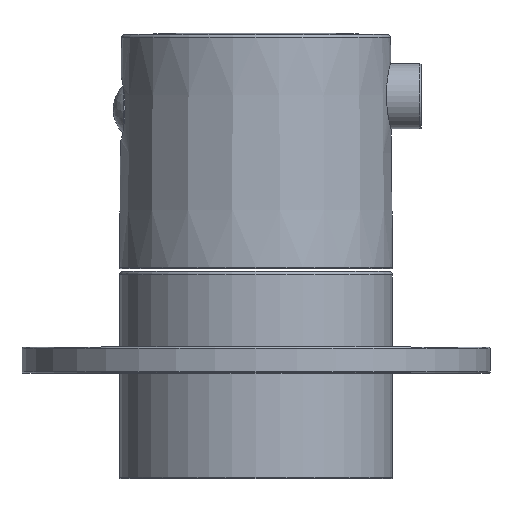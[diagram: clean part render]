
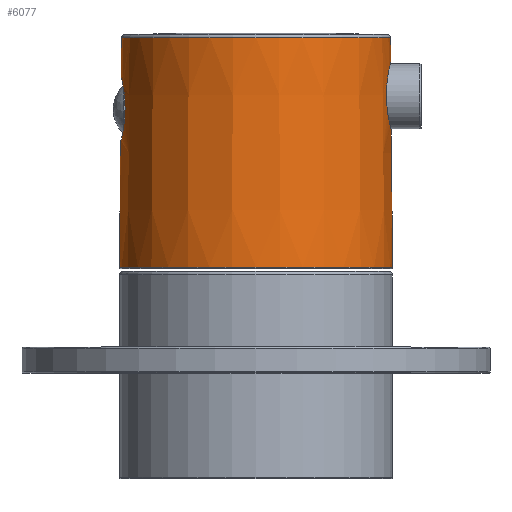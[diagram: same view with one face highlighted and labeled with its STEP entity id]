
A CAD part, top view. The second image highlights one B-rep face of the part: STEP entity #6077.
In plain terms, the highlighted conical face has half-angle 0.5 degrees and reference radius 0 mm.
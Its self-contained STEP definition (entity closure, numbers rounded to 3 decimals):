
#106=CONICAL_SURFACE('',#7797,0.,0.009);
#1162=B_SPLINE_CURVE_WITH_KNOTS('',3,(#11053,#11054,#11055,#11056,#11057,
#11058,#11059,#11060,#11061,#11062,#11063,#11064,#11065,#11066,#11067,#11068,
#11069,#11070,#11071),.UNSPECIFIED.,.T.,.F.,(1,1,1,1,1,1,1,1,1,1,1,1,1,
1,1,1,1,1,1,1,1,1,1),(-0.006,-0.004,-0.002,
0.,0.002,0.004,0.006,
0.008,0.011,0.013,0.015,
0.017,0.019,0.021,0.023,
0.025,0.027,0.03,0.032,
0.034,0.036,0.038,0.04),
 .UNSPECIFIED.);
#1163=B_SPLINE_CURVE_WITH_KNOTS('',3,(#11077,#11078,#11079,#11080,#11081,
#11082,#11083,#11084,#11085,#11086,#11087,#11088,#11089,#11090,#11091,#11092,
#11093,#11094,#11095),.UNSPECIFIED.,.T.,.F.,(1,1,1,1,1,1,1,1,1,1,1,1,1,
1,1,1,1,1,1,1,1,1,1),(0.01,0.012,0.014,
0.016,0.018,0.02,0.022,
0.024,0.026,0.028,0.03,
0.032,0.034,0.036,0.038,
0.04,0.042,0.044,0.046,
0.048,0.05,0.052,0.054),
 .UNSPECIFIED.);
#2248=ORIENTED_EDGE('',*,*,#3593,.T.);
#2249=ORIENTED_EDGE('',*,*,#3594,.T.);
#2250=ORIENTED_EDGE('',*,*,#3595,.F.);
#2251=ORIENTED_EDGE('',*,*,#3596,.F.);
#3593=EDGE_CURVE('',#4307,#4307,#1162,.T.);
#3594=EDGE_CURVE('',#4308,#4308,#4783,.T.);
#3595=EDGE_CURVE('',#4309,#4309,#4784,.F.);
#3596=EDGE_CURVE('',#4310,#4310,#1163,.F.);
#4307=VERTEX_POINT('',#11072);
#4308=VERTEX_POINT('',#11074);
#4309=VERTEX_POINT('',#11076);
#4310=VERTEX_POINT('',#11096);
#4783=CIRCLE('',#7798,20.998);
#4784=CIRCLE('',#7799,20.69);
#5069=EDGE_LOOP('',(#2248));
#5070=EDGE_LOOP('',(#2249));
#5071=EDGE_LOOP('',(#2250));
#5072=EDGE_LOOP('',(#2251));
#5572=FACE_BOUND('',#5069,.T.);
#5573=FACE_BOUND('',#5070,.T.);
#5574=FACE_BOUND('',#5071,.T.);
#5575=FACE_BOUND('',#5072,.T.);
#6077=ADVANCED_FACE('',(#5572,#5573,#5574,#5575),#106,.T.);
#7797=AXIS2_PLACEMENT_3D('',#11052,#8848,#8849);
#7798=AXIS2_PLACEMENT_3D('',#11073,#8850,#8851);
#7799=AXIS2_PLACEMENT_3D('',#11075,#8852,#8853);
#8848=DIRECTION('',(0.,-1.,0.));
#8849=DIRECTION('',(0.,0.,-1.));
#8850=DIRECTION('',(0.,1.,0.));
#8851=DIRECTION('',(0.,0.,1.));
#8852=DIRECTION('',(0.,-1.,0.));
#8853=DIRECTION('',(0.,0.,-1.));
#11052=CARTESIAN_POINT('',(0.,2406.362,0.));
#11053=CARTESIAN_POINT('',(-2.103,31.524,20.65));
#11054=CARTESIAN_POINT('',(-0.001,31.941,20.759));
#11055=CARTESIAN_POINT('',(2.106,31.523,20.65));
#11056=CARTESIAN_POINT('',(3.875,30.352,20.389));
#11057=CARTESIAN_POINT('',(5.069,28.595,20.127));
#11058=CARTESIAN_POINT('',(5.494,26.493,20.028));
#11059=CARTESIAN_POINT('',(5.064,24.397,20.166));
#11060=CARTESIAN_POINT('',(3.869,22.647,20.458));
#11061=CARTESIAN_POINT('',(2.103,21.48,20.738));
#11062=CARTESIAN_POINT('',(-0.004,21.063,20.854));
#11063=CARTESIAN_POINT('',(-2.102,21.48,20.738));
#11064=CARTESIAN_POINT('',(-3.872,22.649,20.458));
#11065=CARTESIAN_POINT('',(-5.064,24.4,20.166));
#11066=CARTESIAN_POINT('',(-5.494,26.493,20.028));
#11067=CARTESIAN_POINT('',(-5.07,28.593,20.127));
#11068=CARTESIAN_POINT('',(-3.873,30.354,20.389));
#11069=CARTESIAN_POINT('',(-2.103,31.524,20.65));
#11070=CARTESIAN_POINT('',(-0.001,31.941,20.759));
#11071=CARTESIAN_POINT('',(2.106,31.523,20.65));
#11072=CARTESIAN_POINT('',(0.,31.802,20.722));
#11073=CARTESIAN_POINT('',(0.,0.202,0.));
#11074=CARTESIAN_POINT('',(0.,0.202,20.998));
#11075=CARTESIAN_POINT('',(0.,35.504,0.));
#11076=CARTESIAN_POINT('',(0.,35.504,-20.69));
#11077=CARTESIAN_POINT('',(-4.754,26.687,-20.221));
#11078=CARTESIAN_POINT('',(-5.232,24.686,-20.115));
#11079=CARTESIAN_POINT('',(-4.9,22.664,-20.221));
#11080=CARTESIAN_POINT('',(-3.829,20.937,-20.478));
#11081=CARTESIAN_POINT('',(-2.189,19.747,-20.74));
#11082=CARTESIAN_POINT('',(-0.189,19.268,-20.865));
#11083=CARTESIAN_POINT('',(1.834,19.599,-20.778));
#11084=CARTESIAN_POINT('',(3.562,20.67,-20.531));
#11085=CARTESIAN_POINT('',(4.752,22.31,-20.261));
#11086=CARTESIAN_POINT('',(5.231,24.303,-20.118));
#11087=CARTESIAN_POINT('',(4.903,26.329,-20.187));
#11088=CARTESIAN_POINT('',(3.832,28.061,-20.414));
#11089=CARTESIAN_POINT('',(2.188,29.253,-20.657));
#11090=CARTESIAN_POINT('',(0.193,29.731,-20.774));
#11091=CARTESIAN_POINT('',(-1.832,29.402,-20.692));
#11092=CARTESIAN_POINT('',(-3.563,28.329,-20.463));
#11093=CARTESIAN_POINT('',(-4.754,26.687,-20.221));
#11094=CARTESIAN_POINT('',(-5.232,24.686,-20.115));
#11095=CARTESIAN_POINT('',(-4.9,22.664,-20.221));
#11096=CARTESIAN_POINT('',(-5.097,24.683,-20.15));
